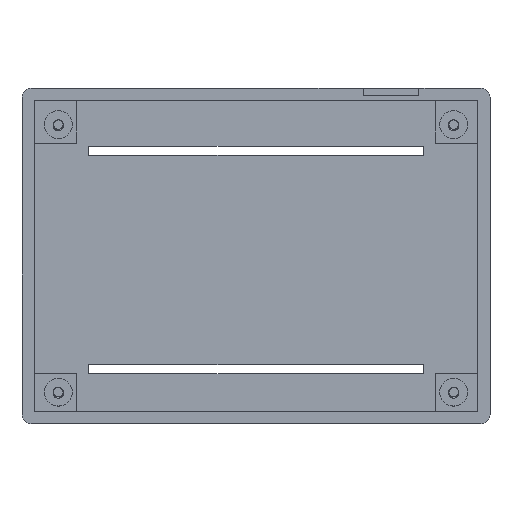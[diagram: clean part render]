
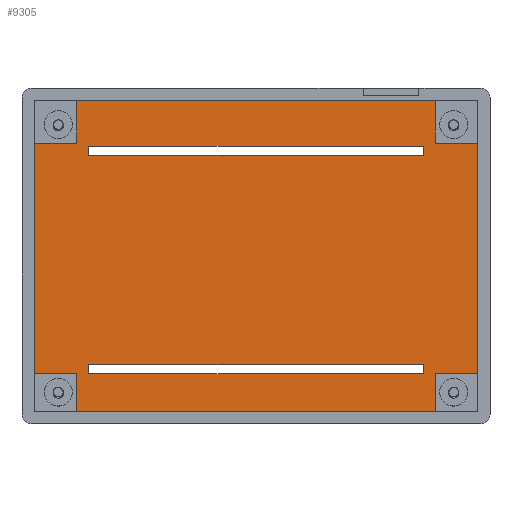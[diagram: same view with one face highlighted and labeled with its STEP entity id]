
A CAD part, top view. The second image highlights one B-rep face of the part: STEP entity #9305.
In plain terms, the highlighted planar face has unit normal (0, 0, 1).
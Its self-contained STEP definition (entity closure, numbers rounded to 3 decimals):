
#41=FACE_BOUND('',#1432,.T.);
#42=FACE_BOUND('',#1433,.T.);
#423=PLANE('',#9618);
#904=FACE_OUTER_BOUND('',#1431,.T.);
#1431=EDGE_LOOP('',(#8358,#8359,#8360,#8361,#8362,#8363,#8364,#8365,#8366,
#8367,#8368,#8369));
#1432=EDGE_LOOP('',(#8370,#8371,#8372,#8373));
#1433=EDGE_LOOP('',(#8374,#8375,#8376,#8377));
#2805=LINE('',#20070,#3494);
#2808=LINE('',#20075,#3497);
#2810=LINE('',#20079,#3499);
#2811=LINE('',#20081,#3500);
#2813=LINE('',#20086,#3502);
#2816=LINE('',#20091,#3505);
#2818=LINE('',#20095,#3507);
#2819=LINE('',#20097,#3508);
#2823=LINE('',#20106,#3512);
#2830=LINE('',#20120,#3519);
#2854=LINE('',#20185,#3543);
#2857=LINE('',#20191,#3546);
#2861=LINE('',#20201,#3550);
#2862=LINE('',#20203,#3551);
#2863=LINE('',#20205,#3552);
#2864=LINE('',#20207,#3553);
#2865=LINE('',#20209,#3554);
#2866=LINE('',#20210,#3555);
#2867=LINE('',#20212,#3556);
#2868=LINE('',#20213,#3557);
#3494=VECTOR('',#10715,10.);
#3497=VECTOR('',#10720,10.);
#3499=VECTOR('',#10724,10.);
#3500=VECTOR('',#10727,10.);
#3502=VECTOR('',#10731,10.);
#3505=VECTOR('',#10736,10.);
#3507=VECTOR('',#10740,10.);
#3508=VECTOR('',#10743,10.);
#3512=VECTOR('',#10749,10.);
#3519=VECTOR('',#10758,10.);
#3543=VECTOR('',#10824,10.);
#3546=VECTOR('',#10829,10.);
#3550=VECTOR('',#10839,10.);
#3551=VECTOR('',#10840,10.);
#3552=VECTOR('',#10841,10.);
#3553=VECTOR('',#10842,10.);
#3554=VECTOR('',#10843,10.);
#3555=VECTOR('',#10844,10.);
#3556=VECTOR('',#10845,10.);
#3557=VECTOR('',#10846,10.);
#4454=VERTEX_POINT('',#20067);
#4455=VERTEX_POINT('',#20069);
#4456=VERTEX_POINT('',#20073);
#4457=VERTEX_POINT('',#20077);
#4458=VERTEX_POINT('',#20083);
#4459=VERTEX_POINT('',#20085);
#4460=VERTEX_POINT('',#20089);
#4461=VERTEX_POINT('',#20093);
#4464=VERTEX_POINT('',#20103);
#4465=VERTEX_POINT('',#20105);
#4470=VERTEX_POINT('',#20117);
#4471=VERTEX_POINT('',#20119);
#4491=VERTEX_POINT('',#20184);
#4493=VERTEX_POINT('',#20190);
#4496=VERTEX_POINT('',#20200);
#4497=VERTEX_POINT('',#20202);
#4498=VERTEX_POINT('',#20204);
#4499=VERTEX_POINT('',#20206);
#4500=VERTEX_POINT('',#20208);
#4501=VERTEX_POINT('',#20211);
#5791=EDGE_CURVE('',#4455,#4454,#2805,.T.);
#5794=EDGE_CURVE('',#4454,#4456,#2808,.T.);
#5796=EDGE_CURVE('',#4456,#4457,#2810,.T.);
#5797=EDGE_CURVE('',#4457,#4455,#2811,.T.);
#5799=EDGE_CURVE('',#4459,#4458,#2813,.T.);
#5802=EDGE_CURVE('',#4458,#4460,#2816,.T.);
#5804=EDGE_CURVE('',#4460,#4461,#2818,.T.);
#5805=EDGE_CURVE('',#4461,#4459,#2819,.T.);
#5809=EDGE_CURVE('',#4464,#4465,#2823,.T.);
#5816=EDGE_CURVE('',#4470,#4471,#2830,.T.);
#5848=EDGE_CURVE('',#4470,#4491,#2854,.T.);
#5851=EDGE_CURVE('',#4491,#4493,#2857,.T.);
#5856=EDGE_CURVE('',#4496,#4493,#2861,.T.);
#5857=EDGE_CURVE('',#4496,#4497,#2862,.T.);
#5858=EDGE_CURVE('',#4497,#4498,#2863,.T.);
#5859=EDGE_CURVE('',#4499,#4498,#2864,.T.);
#5860=EDGE_CURVE('',#4499,#4500,#2865,.T.);
#5861=EDGE_CURVE('',#4500,#4465,#2866,.T.);
#5862=EDGE_CURVE('',#4464,#4501,#2867,.T.);
#5863=EDGE_CURVE('',#4501,#4471,#2868,.T.);
#8358=ORIENTED_EDGE('',*,*,#5848,.T.);
#8359=ORIENTED_EDGE('',*,*,#5851,.T.);
#8360=ORIENTED_EDGE('',*,*,#5856,.F.);
#8361=ORIENTED_EDGE('',*,*,#5857,.T.);
#8362=ORIENTED_EDGE('',*,*,#5858,.T.);
#8363=ORIENTED_EDGE('',*,*,#5859,.F.);
#8364=ORIENTED_EDGE('',*,*,#5860,.T.);
#8365=ORIENTED_EDGE('',*,*,#5861,.T.);
#8366=ORIENTED_EDGE('',*,*,#5809,.F.);
#8367=ORIENTED_EDGE('',*,*,#5862,.T.);
#8368=ORIENTED_EDGE('',*,*,#5863,.T.);
#8369=ORIENTED_EDGE('',*,*,#5816,.F.);
#8370=ORIENTED_EDGE('',*,*,#5791,.T.);
#8371=ORIENTED_EDGE('',*,*,#5794,.T.);
#8372=ORIENTED_EDGE('',*,*,#5796,.T.);
#8373=ORIENTED_EDGE('',*,*,#5797,.T.);
#8374=ORIENTED_EDGE('',*,*,#5799,.T.);
#8375=ORIENTED_EDGE('',*,*,#5802,.T.);
#8376=ORIENTED_EDGE('',*,*,#5804,.T.);
#8377=ORIENTED_EDGE('',*,*,#5805,.T.);
#9305=ADVANCED_FACE('',(#904,#41,#42),#423,.T.);
#9618=AXIS2_PLACEMENT_3D('',#20199,#10837,#10838);
#10715=DIRECTION('',(1.,0.,0.));
#10720=DIRECTION('',(0.,-1.,0.));
#10724=DIRECTION('',(-1.,0.,0.));
#10727=DIRECTION('',(0.,1.,0.));
#10731=DIRECTION('',(0.,-1.,0.));
#10736=DIRECTION('',(-1.,0.,0.));
#10740=DIRECTION('',(0.,1.,0.));
#10743=DIRECTION('',(1.,0.,0.));
#10749=DIRECTION('',(-1.,0.,0.));
#10758=DIRECTION('',(0.,-1.,0.));
#10824=DIRECTION('',(-1.,0.,0.));
#10829=DIRECTION('',(0.,1.,0.));
#10837=DIRECTION('center_axis',(0.,0.,1.));
#10838=DIRECTION('ref_axis',(0.,1.,0.));
#10839=DIRECTION('',(1.,0.,0.));
#10840=DIRECTION('',(0.,-1.,0.));
#10841=DIRECTION('',(-1.,0.,0.));
#10842=DIRECTION('',(0.,1.,0.));
#10843=DIRECTION('',(1.,0.,0.));
#10844=DIRECTION('',(0.,-1.,0.));
#10845=DIRECTION('',(0.,1.,0.));
#10846=DIRECTION('',(1.,0.,0.));
#20067=CARTESIAN_POINT('',(101.,-27.,-5.));
#20069=CARTESIAN_POINT('',(29.,-27.,-5.));
#20070=CARTESIAN_POINT('',(106.838,-27.,-5.));
#20073=CARTESIAN_POINT('',(101.,-29.,-5.));
#20075=CARTESIAN_POINT('',(101.,-56.558,-5.));
#20077=CARTESIAN_POINT('',(29.,-29.,-5.));
#20079=CARTESIAN_POINT('',(70.838,-29.,-5.));
#20081=CARTESIAN_POINT('',(29.,-55.558,-5.));
#20083=CARTESIAN_POINT('',(101.,-76.,-5.));
#20085=CARTESIAN_POINT('',(101.,-74.,-5.));
#20086=CARTESIAN_POINT('',(101.,-80.058,-5.));
#20089=CARTESIAN_POINT('',(29.,-76.,-5.));
#20091=CARTESIAN_POINT('',(70.838,-76.,-5.));
#20093=CARTESIAN_POINT('',(29.,-74.,-5.));
#20095=CARTESIAN_POINT('',(29.,-79.058,-5.));
#20097=CARTESIAN_POINT('',(106.838,-74.,-5.));
#20103=CARTESIAN_POINT('',(103.476,-84.116,-5.));
#20105=CARTESIAN_POINT('',(26.476,-84.116,-5.));
#20106=CARTESIAN_POINT('',(64.976,-84.116,-5.));
#20117=CARTESIAN_POINT('',(112.676,-26.416,-5.));
#20119=CARTESIAN_POINT('',(112.676,-75.916,-5.));
#20120=CARTESIAN_POINT('',(112.676,-84.116,-5.));
#20184=CARTESIAN_POINT('',(103.476,-26.416,-5.));
#20185=CARTESIAN_POINT('',(108.076,-26.416,-5.));
#20190=CARTESIAN_POINT('',(103.476,-17.186,-5.));
#20191=CARTESIAN_POINT('',(103.476,-50.651,-5.));
#20199=CARTESIAN_POINT('Origin',(112.676,-84.116,-5.));
#20200=CARTESIAN_POINT('',(26.476,-17.186,-5.));
#20201=CARTESIAN_POINT('',(112.676,-17.186,-5.));
#20202=CARTESIAN_POINT('',(26.476,-26.416,-5.));
#20203=CARTESIAN_POINT('',(26.476,-55.266,-5.));
#20204=CARTESIAN_POINT('',(17.276,-26.416,-5.));
#20205=CARTESIAN_POINT('',(64.976,-26.416,-5.));
#20206=CARTESIAN_POINT('',(17.276,-75.916,-5.));
#20207=CARTESIAN_POINT('',(17.276,-50.651,-5.));
#20208=CARTESIAN_POINT('',(26.476,-75.916,-5.));
#20209=CARTESIAN_POINT('',(69.576,-75.916,-5.));
#20210=CARTESIAN_POINT('',(26.476,-84.116,-5.));
#20211=CARTESIAN_POINT('',(103.476,-75.916,-5.));
#20212=CARTESIAN_POINT('',(103.476,-80.016,-5.));
#20213=CARTESIAN_POINT('',(112.676,-75.916,-5.));
